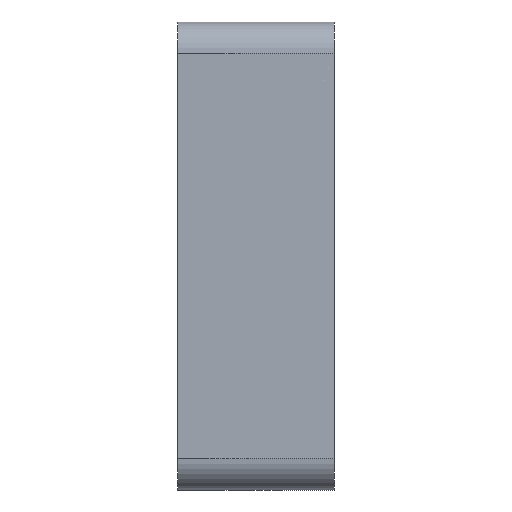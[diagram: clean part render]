
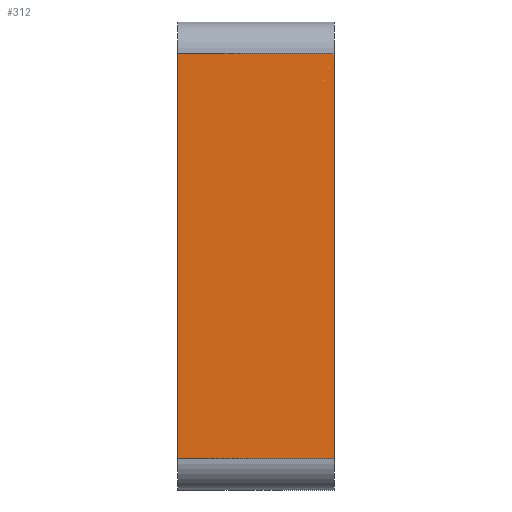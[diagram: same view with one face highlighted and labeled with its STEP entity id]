
A CAD part, left-side view. The second image highlights one B-rep face of the part: STEP entity #312.
In plain terms, the highlighted planar face has unit normal (-1, 0, 0).
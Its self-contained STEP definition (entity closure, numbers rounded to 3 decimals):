
#19 = DIRECTION ( 'NONE',  ( 0., 0., 1. ) ) ;
#51 = VECTOR ( 'NONE', #338, 1000. ) ;
#56 = EDGE_CURVE ( 'NONE', #805, #337, #66, .T. ) ;
#66 = LINE ( 'NONE', #864, #51 ) ;
#68 = CARTESIAN_POINT ( 'NONE',  ( -25., 10., -15. ) ) ;
#93 = LINE ( 'NONE', #441, #570 ) ;
#98 = EDGE_CURVE ( 'NONE', #845, #805, #731, .T. ) ;
#128 = PLANE ( 'NONE',  #872 ) ;
#161 = DIRECTION ( 'NONE',  ( 0., -1., 0. ) ) ;
#184 = ORIENTED_EDGE ( 'NONE', *, *, #737, .F. ) ;
#191 = CARTESIAN_POINT ( 'NONE',  ( -25., 0., -15. ) ) ;
#207 = CARTESIAN_POINT ( 'NONE',  ( -25., 10., 13. ) ) ;
#221 = FACE_OUTER_BOUND ( 'NONE', #762, .T. ) ;
#247 = ORIENTED_EDGE ( 'NONE', *, *, #56, .T. ) ;
#289 = CARTESIAN_POINT ( 'NONE',  ( -25., 10., -13. ) ) ;
#312 = ADVANCED_FACE ( 'NONE', ( #221 ), #128, .F. ) ;
#337 = VERTEX_POINT ( 'NONE', #207 ) ;
#338 = DIRECTION ( 'NONE',  ( 0., 1., 0. ) ) ;
#377 = ORIENTED_EDGE ( 'NONE', *, *, #716, .T. ) ;
#381 = CARTESIAN_POINT ( 'NONE',  ( -25., 0., -13. ) ) ;
#405 = VECTOR ( 'NONE', #161, 1000. ) ;
#441 = CARTESIAN_POINT ( 'NONE',  ( -25., 10., -15. ) ) ;
#493 = VECTOR ( 'NONE', #738, 1000. ) ;
#501 = VERTEX_POINT ( 'NONE', #289 ) ;
#528 = DIRECTION ( 'NONE',  ( 1., 0., 0. ) ) ;
#568 = ORIENTED_EDGE ( 'NONE', *, *, #98, .T. ) ;
#570 = VECTOR ( 'NONE', #19, 1000. ) ;
#663 = DIRECTION ( 'NONE',  ( 0., 0., -1. ) ) ;
#694 = LINE ( 'NONE', #831, #405 ) ;
#716 = EDGE_CURVE ( 'NONE', #501, #845, #694, .T. ) ;
#718 = CARTESIAN_POINT ( 'NONE',  ( -25., 0., 13. ) ) ;
#731 = LINE ( 'NONE', #191, #493 ) ;
#737 = EDGE_CURVE ( 'NONE', #501, #337, #93, .T. ) ;
#738 = DIRECTION ( 'NONE',  ( 0., 0., 1. ) ) ;
#762 = EDGE_LOOP ( 'NONE', ( #568, #247, #184, #377 ) ) ;
#805 = VERTEX_POINT ( 'NONE', #718 ) ;
#831 = CARTESIAN_POINT ( 'NONE',  ( -25., 10., -13. ) ) ;
#845 = VERTEX_POINT ( 'NONE', #381 ) ;
#864 = CARTESIAN_POINT ( 'NONE',  ( -25., 10., 13. ) ) ;
#872 = AXIS2_PLACEMENT_3D ( 'NONE', #68, #528, #663 ) ;
